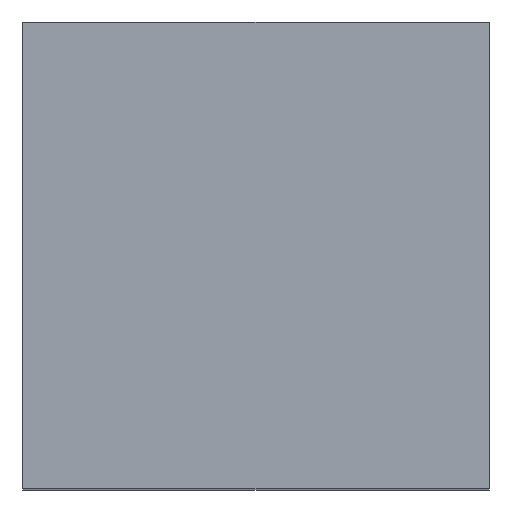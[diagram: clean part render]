
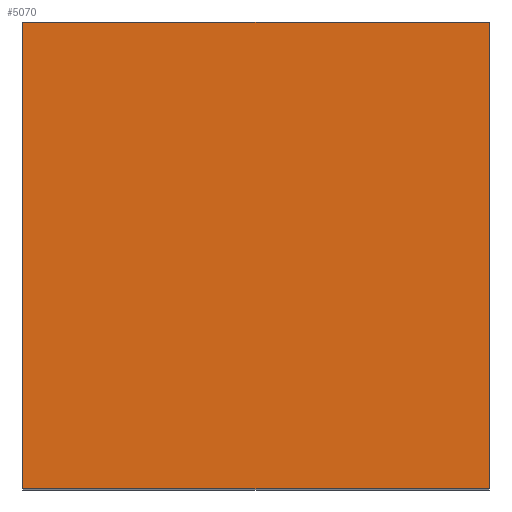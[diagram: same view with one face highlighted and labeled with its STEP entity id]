
A CAD part, top view. The second image highlights one B-rep face of the part: STEP entity #5070.
In plain terms, the highlighted planar face has unit normal (0, 0, 1).
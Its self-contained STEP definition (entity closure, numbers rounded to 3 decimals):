
#430=PLANE('',#5316);
#691=FACE_OUTER_BOUND('',#984,.T.);
#984=EDGE_LOOP('',(#4528,#4529,#4530,#4531));
#1486=LINE('',#8663,#1995);
#1489=LINE('',#8668,#1998);
#1491=LINE('',#8672,#2000);
#1493=LINE('',#8675,#2002);
#1995=VECTOR('',#6258,10.);
#1998=VECTOR('',#6263,10.);
#2000=VECTOR('',#6267,10.);
#2002=VECTOR('',#6271,10.);
#2485=VERTEX_POINT('',#8661);
#2486=VERTEX_POINT('',#8662);
#2487=VERTEX_POINT('',#8667);
#2488=VERTEX_POINT('',#8671);
#3162=EDGE_CURVE('',#2485,#2486,#1486,.T.);
#3165=EDGE_CURVE('',#2486,#2487,#1489,.T.);
#3167=EDGE_CURVE('',#2487,#2488,#1491,.T.);
#3169=EDGE_CURVE('',#2488,#2485,#1493,.T.);
#4528=ORIENTED_EDGE('',*,*,#3162,.F.);
#4529=ORIENTED_EDGE('',*,*,#3169,.F.);
#4530=ORIENTED_EDGE('',*,*,#3167,.F.);
#4531=ORIENTED_EDGE('',*,*,#3165,.F.);
#5070=ADVANCED_FACE('',(#691),#430,.T.);
#5316=AXIS2_PLACEMENT_3D('',#8676,#6272,#6273);
#6258=DIRECTION('',(0.,-1.,0.));
#6263=DIRECTION('',(-1.,0.,0.));
#6267=DIRECTION('',(0.,1.,0.));
#6271=DIRECTION('',(1.,0.,0.));
#6272=DIRECTION('center_axis',(0.,0.,1.));
#6273=DIRECTION('ref_axis',(1.,0.,0.));
#8661=CARTESIAN_POINT('',(336.154,184.264,211.009));
#8662=CARTESIAN_POINT('',(336.154,144.264,211.009));
#8663=CARTESIAN_POINT('',(336.154,184.264,211.009));
#8667=CARTESIAN_POINT('',(296.154,144.264,211.009));
#8668=CARTESIAN_POINT('',(336.154,144.264,211.009));
#8671=CARTESIAN_POINT('',(296.154,184.264,211.009));
#8672=CARTESIAN_POINT('',(296.154,144.264,211.009));
#8675=CARTESIAN_POINT('',(296.154,184.264,211.009));
#8676=CARTESIAN_POINT('Origin',(316.154,164.264,211.009));
